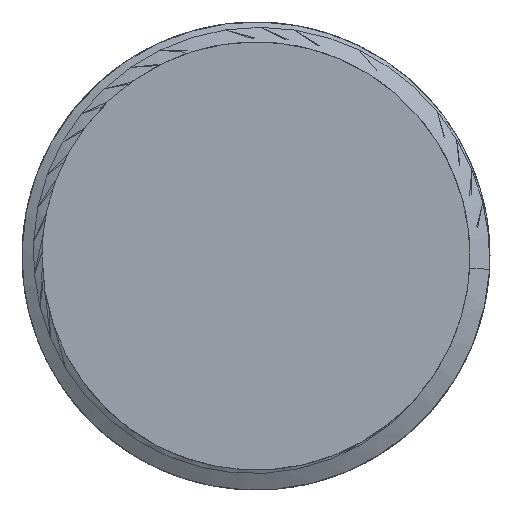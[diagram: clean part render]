
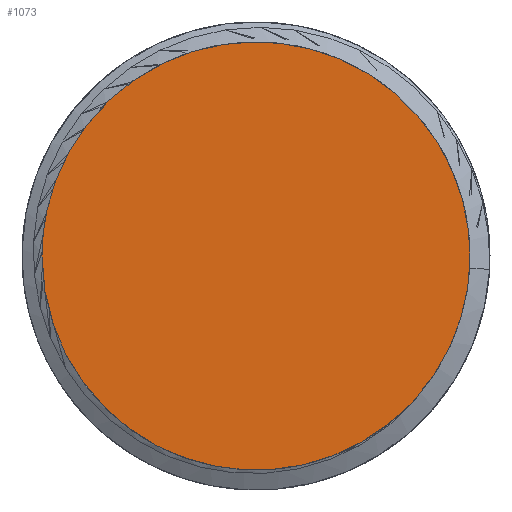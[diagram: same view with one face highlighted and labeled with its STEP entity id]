
A CAD part, left-side view. The second image highlights one B-rep face of the part: STEP entity #1073.
In plain terms, the highlighted free-form (B-spline) face has degree [1, 1] with [2, 2] control points.
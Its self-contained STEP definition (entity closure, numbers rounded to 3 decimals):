
#1073 = ADVANCED_FACE('',(#1074),#1092,.T.);
#1074 = FACE_BOUND('',#1075,.T.);
#1075 = EDGE_LOOP('',(#1076));
#1076 = ORIENTED_EDGE('',*,*,#1077,.T.);
#1077 = EDGE_CURVE('',#1078,#1078,#1080,.T.);
#1078 = VERTEX_POINT('',#1079);
#1079 = CARTESIAN_POINT('',(0.,8.35,0.));
#1080 = SURFACE_CURVE('',#1081,(#1091,#1125),.PCURVE_S1.);
#1081 = ( BOUNDED_CURVE() B_SPLINE_CURVE(2,(#1082,#1083,#1084,#1085,
    #1086,#1087,#1088,#1089,#1090),.UNSPECIFIED.,.T.,.F.) 
B_SPLINE_CURVE_WITH_KNOTS((1,2,2,2,2,2,1),(-0.25,0.,0.25,0.5,0.75,1.,
1.25),.UNSPECIFIED.) CURVE() GEOMETRIC_REPRESENTATION_ITEM() 
RATIONAL_B_SPLINE_CURVE((1.,0.707,1.,0.707,1.,
0.707,1.,0.707,1.)) REPRESENTATION_ITEM('') );
#1082 = CARTESIAN_POINT('',(0.,8.35,0.));
#1083 = CARTESIAN_POINT('',(0.,8.35,-8.35));
#1084 = CARTESIAN_POINT('',(0.,0.,-8.35));
#1085 = CARTESIAN_POINT('',(0.,-8.35,-8.35));
#1086 = CARTESIAN_POINT('',(0.,-8.35,0.));
#1087 = CARTESIAN_POINT('',(0.,-8.35,8.35));
#1088 = CARTESIAN_POINT('',(0.,0.,8.35));
#1089 = CARTESIAN_POINT('',(0.,8.35,8.35));
#1090 = CARTESIAN_POINT('',(0.,8.35,0.));
#1091 = PCURVE('',#1092,#1097);
#1092 = B_SPLINE_SURFACE_WITH_KNOTS('',1,1,(
    (#1093,#1094)
    ,(#1095,#1096
    )),.UNSPECIFIED.,.F.,.F.,.F.,(2,2),(2,2),(-1.,2.),(-1.,2.),
  .PIECEWISE_BEZIER_KNOTS.);
#1093 = CARTESIAN_POINT('',(0.,-25.05,25.05));
#1094 = CARTESIAN_POINT('',(0.,-25.05,-25.05));
#1095 = CARTESIAN_POINT('',(0.,25.05,25.05));
#1096 = CARTESIAN_POINT('',(0.,25.05,-25.05));
#1097 = DEFINITIONAL_REPRESENTATION('',(#1098),#1124);
#1098 = B_SPLINE_CURVE_WITH_KNOTS('',3,(#1099,#1100,#1101,#1102,#1103,
    #1104,#1105,#1106,#1107,#1108,#1109,#1110,#1111,#1112,#1113,#1114,
    #1115,#1116,#1117,#1118,#1119,#1120,#1121,#1122,#1123),
  .UNSPECIFIED.,.T.,.F.,(4,1,1,1,1,1,1,1,1,1,1,1,1,1,1,1,1,1,1,1,1,1,4),
  (0.,0.045,0.091,0.136,
    0.182,0.227,0.273,0.318,
    0.364,0.409,0.455,0.5,0.545,
    0.591,0.636,0.682,0.727,
    0.773,0.818,0.864,0.909,
    0.955,1.),.QUASI_UNIFORM_KNOTS.);
#1099 = CARTESIAN_POINT('',(1.,0.5));
#1100 = CARTESIAN_POINT('',(1.001,0.543));
#1101 = CARTESIAN_POINT('',(0.988,0.633));
#1102 = CARTESIAN_POINT('',(0.93,0.769));
#1103 = CARTESIAN_POINT('',(0.831,0.885));
#1104 = CARTESIAN_POINT('',(0.702,0.965));
#1105 = CARTESIAN_POINT('',(0.564,1.002));
#1106 = CARTESIAN_POINT('',(0.436,1.002));
#1107 = CARTESIAN_POINT('',(0.298,0.965));
#1108 = CARTESIAN_POINT('',(0.169,0.885));
#1109 = CARTESIAN_POINT('',(0.07,0.769));
#1110 = CARTESIAN_POINT('',(0.011,0.633));
#1111 = CARTESIAN_POINT('',(-0.006,0.5));
#1112 = CARTESIAN_POINT('',(0.011,0.367));
#1113 = CARTESIAN_POINT('',(0.07,0.231));
#1114 = CARTESIAN_POINT('',(0.169,0.115));
#1115 = CARTESIAN_POINT('',(0.298,0.035));
#1116 = CARTESIAN_POINT('',(0.436,-0.002));
#1117 = CARTESIAN_POINT('',(0.564,-0.002));
#1118 = CARTESIAN_POINT('',(0.702,0.035));
#1119 = CARTESIAN_POINT('',(0.831,0.115));
#1120 = CARTESIAN_POINT('',(0.93,0.231));
#1121 = CARTESIAN_POINT('',(0.988,0.367));
#1122 = CARTESIAN_POINT('',(1.001,0.457));
#1123 = CARTESIAN_POINT('',(1.,0.5));
#1124 = ( GEOMETRIC_REPRESENTATION_CONTEXT(2) 
PARAMETRIC_REPRESENTATION_CONTEXT() REPRESENTATION_CONTEXT('2D SPACE',''
  ) );
#1125 = PCURVE('',#1126,#1145);
#1126 = ( BOUNDED_SURFACE() B_SPLINE_SURFACE(2,1,(
    (#1127,#1128)
    ,(#1129,#1130)
    ,(#1131,#1132)
    ,(#1133,#1134)
    ,(#1135,#1136)
    ,(#1137,#1138)
    ,(#1139,#1140)
    ,(#1141,#1142)
    ,(#1143,#1144
)),.UNSPECIFIED.,.T.,.F.,.F.) B_SPLINE_SURFACE_WITH_KNOTS((1,2,2,2,2,2,1
    ),(2,2),(-0.25,0.,0.25,0.5,0.75,1.,1.25),(0.,1.),.UNSPECIFIED.) 
GEOMETRIC_REPRESENTATION_ITEM() RATIONAL_B_SPLINE_SURFACE((
    (1.,1.)
    ,(0.707,0.707)
    ,(1.,1.)
    ,(0.707,0.707)
    ,(1.,1.)
    ,(0.707,0.707)
    ,(1.,1.)
    ,(0.707,0.707)
,(1.,1.))) REPRESENTATION_ITEM('') SURFACE() );
#1127 = CARTESIAN_POINT('',(12.495,8.35,0.));
#1128 = CARTESIAN_POINT('',(0.,8.35,0.)
  );
#1129 = CARTESIAN_POINT('',(12.495,8.35,-8.35));
#1130 = CARTESIAN_POINT('',(0.,8.35,-8.35));
#1131 = CARTESIAN_POINT('',(12.495,0.,-8.35));
#1132 = CARTESIAN_POINT('',(0.,0.,-8.35)
  );
#1133 = CARTESIAN_POINT('',(12.495,-8.35,-8.35));
#1134 = CARTESIAN_POINT('',(0.,-8.35,-8.35));
#1135 = CARTESIAN_POINT('',(12.495,-8.35,0.));
#1136 = CARTESIAN_POINT('',(0.,-8.35,0.)
  );
#1137 = CARTESIAN_POINT('',(12.495,-8.35,8.35));
#1138 = CARTESIAN_POINT('',(0.,-8.35,8.35));
#1139 = CARTESIAN_POINT('',(12.495,0.,8.35));
#1140 = CARTESIAN_POINT('',(0.,0.,8.35)
  );
#1141 = CARTESIAN_POINT('',(12.495,8.35,8.35));
#1142 = CARTESIAN_POINT('',(0.,8.35,8.35));
#1143 = CARTESIAN_POINT('',(12.495,8.35,0.));
#1144 = CARTESIAN_POINT('',(0.,8.35,0.)
  );
#1145 = DEFINITIONAL_REPRESENTATION('',(#1146),#1150);
#1146 = LINE('',#1147,#1148);
#1147 = CARTESIAN_POINT('',(0.,1.));
#1148 = VECTOR('',#1149,1.);
#1149 = DIRECTION('',(1.,0.));
#1150 = ( GEOMETRIC_REPRESENTATION_CONTEXT(2) 
PARAMETRIC_REPRESENTATION_CONTEXT() REPRESENTATION_CONTEXT('2D SPACE',''
  ) );
